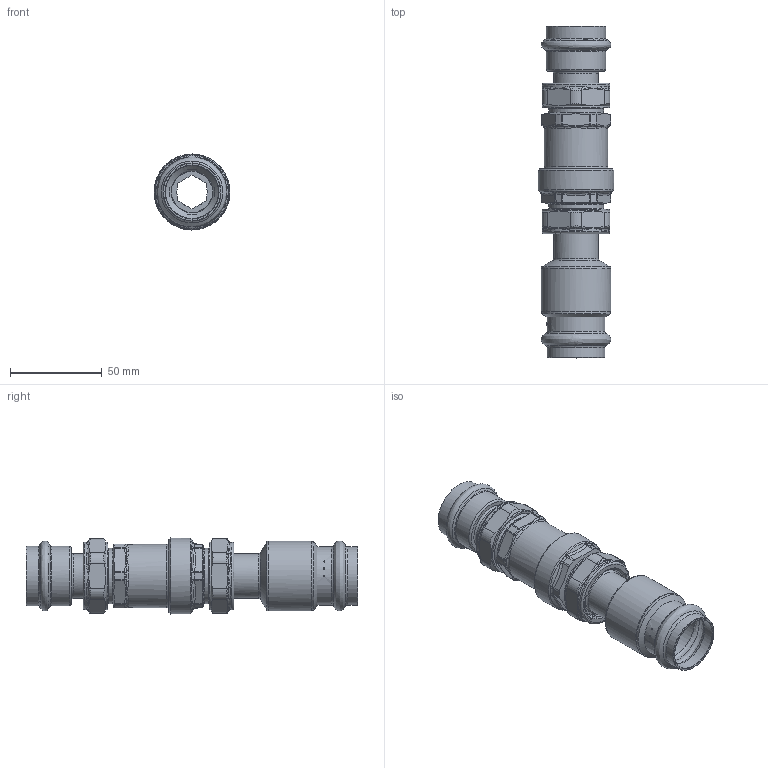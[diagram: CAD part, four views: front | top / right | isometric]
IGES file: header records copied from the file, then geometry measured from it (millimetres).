
Global section: file name: 127166AFC_Simplify_1; native system: Autodesk Inventor 2025; preprocessor: unknown; author: ischreiner; date: 20250728.131124; units: inch
Bounding box: 41.39 x 180.74 x 41.39 mm (x, y, z)
Volume: 69762.5 mm3; surface area: 53298.5 mm2
Topology: 6 solids, 6 shells, 559 faces, 1387 edges, 839 vertices
Faces by surface type: bspline 559
